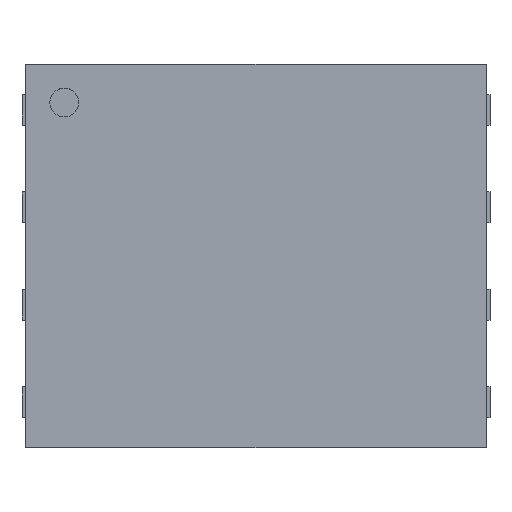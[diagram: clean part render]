
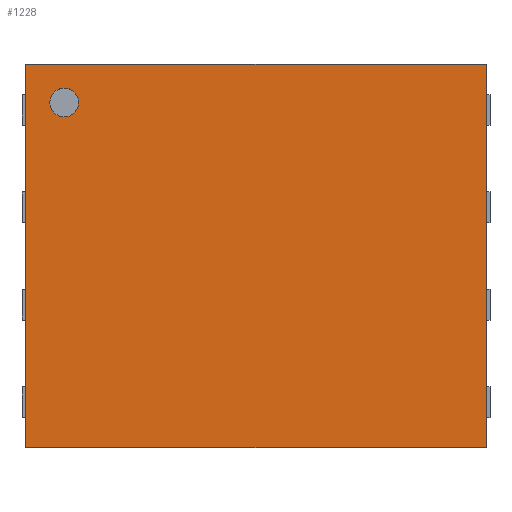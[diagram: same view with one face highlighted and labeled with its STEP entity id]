
A CAD part, top view. The second image highlights one B-rep face of the part: STEP entity #1228.
In plain terms, the highlighted planar face has unit normal (0, 0, 1).
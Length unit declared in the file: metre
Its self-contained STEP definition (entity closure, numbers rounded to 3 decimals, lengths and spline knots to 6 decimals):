
#114=LINE('',#2125,#269);
#125=LINE('',#2144,#280);
#128=LINE('',#2150,#283);
#132=LINE('',#2157,#287);
#269=VECTOR('',#1775,1.);
#280=VECTOR('',#1788,1.);
#283=VECTOR('',#1793,1.);
#287=VECTOR('',#1799,1.);
#476=ORIENTED_EDGE('',*,*,#806,.F.);
#477=ORIENTED_EDGE('',*,*,#789,.F.);
#478=ORIENTED_EDGE('',*,*,#778,.T.);
#479=ORIENTED_EDGE('',*,*,#792,.T.);
#480=ORIENTED_EDGE('',*,*,#796,.F.);
#778=EDGE_CURVE('',#950,#949,#114,.T.);
#789=EDGE_CURVE('',#950,#957,#125,.T.);
#792=EDGE_CURVE('',#949,#958,#128,.T.);
#796=EDGE_CURVE('',#957,#958,#132,.T.);
#806=EDGE_CURVE('',#967,#967,#1030,.T.);
#949=VERTEX_POINT('',#2124);
#950=VERTEX_POINT('',#2126);
#957=VERTEX_POINT('',#2145);
#958=VERTEX_POINT('',#2149);
#967=VERTEX_POINT('',#2175);
#1030=CIRCLE('',#1650,0.000188);
#1046=EDGE_LOOP('',(#476));
#1047=EDGE_LOOP('',(#477,#478,#479,#480));
#1111=FACE_BOUND('',#1046,.T.);
#1112=FACE_BOUND('',#1047,.T.);
#1175=PLANE('',#1649);
#1228=ADVANCED_FACE('',(#1111,#1112),#1175,.T.);
#1649=AXIS2_PLACEMENT_3D('',#2173,#1809,#1810);
#1650=AXIS2_PLACEMENT_3D('',#2174,#1811,#1812);
#1775=DIRECTION('',(0.,-1.,0.));
#1788=DIRECTION('',(1.,0.,0.));
#1793=DIRECTION('',(1.,0.,0.));
#1799=DIRECTION('',(0.,-1.,0.));
#1809=DIRECTION('',(0.,0.,1.));
#1810=DIRECTION('',(1.,0.,0.));
#1811=DIRECTION('',(0.,0.,1.));
#1812=DIRECTION('',(1.,0.,0.));
#2124=CARTESIAN_POINT('',(-0.003,-0.0025,0.00075));
#2125=CARTESIAN_POINT('',(-0.003,0.,0.00075));
#2126=CARTESIAN_POINT('',(-0.003,0.0025,0.00075));
#2144=CARTESIAN_POINT('',(0.,0.0025,0.00075));
#2145=CARTESIAN_POINT('',(0.003,0.0025,0.00075));
#2149=CARTESIAN_POINT('',(0.003,-0.0025,0.00075));
#2150=CARTESIAN_POINT('',(0.,-0.0025,0.00075));
#2157=CARTESIAN_POINT('',(0.003,0.,0.00075));
#2173=CARTESIAN_POINT('',(0.,0.,0.00075));
#2174=CARTESIAN_POINT('',(-0.0025,0.002,0.00075));
#2175=CARTESIAN_POINT('',(-0.002313,0.002,0.00075));
